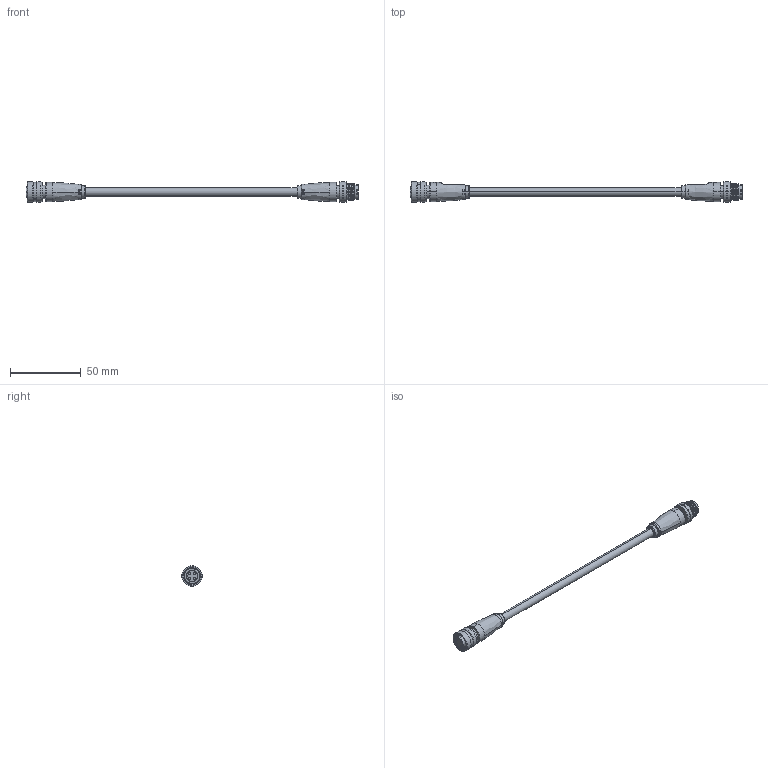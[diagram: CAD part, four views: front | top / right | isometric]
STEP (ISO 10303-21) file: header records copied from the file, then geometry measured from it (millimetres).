
FILE_DESCRIPTION (( 'STEP AP203' ), '1' );
FILE_NAME ('10-05519_revA.STEP', '2023-09-26T15:44:11', ( '' ), ( '' ), 'SwSTEP 2.0', 'SolidWorks 2021', '' );
FILE_SCHEMA (( 'CONFIG_CONTROL_DESIGN' ));
Length unit declared in the file: millimetre
Products named in the file (14): 50-01017_STEP; 50-01017-03___; 50-01016-01___; 50-01017-02_Step; 50-01017-04___; 50-01016-02_Step; 50-01017-01___; 24-00349_Wire O6.8 mm; 10-05519_revA; 50-01016-03___; 50-01016-04___; 30-01578_blunt cut; 50-01016-05___; 50-01016_STEP
Assembly tree (20 placements, depth 3):
  10-05519_revA
    50-01016_STEP
      50-01016-01___
      50-01016-02_Step
      50-01016-03___  x4
      50-01016-04___
      50-01016-05___
    24-00349_Wire O6.8 mm  x2
    30-01578_blunt cut
    50-01017_STEP
      50-01017-01___
      50-01017-02_Step
      50-01017-03___  x4
      50-01017-04___
Bounding box: 235.2 x 14.5 x 14.5 mm (x, y, z)
Volume: 13949.3 mm3; surface area: 44466.6 mm2
Topology: 111 solids, 111 shells, 1511 faces, 3425 edges, 2192 vertices
Faces by surface type: cylinder 694, plane 474, torus 127, bspline 117, cone 91, sphere 8
Entity records: 34921 total; most frequent: CARTESIAN_POINT 9885, DIRECTION 5203, ORIENTED_EDGE 4486, EDGE_CURVE 2243, AXIS2_PLACEMENT_3D 2195, VERTEX_POINT 1461, EDGE_LOOP 1284, CIRCLE 1194
